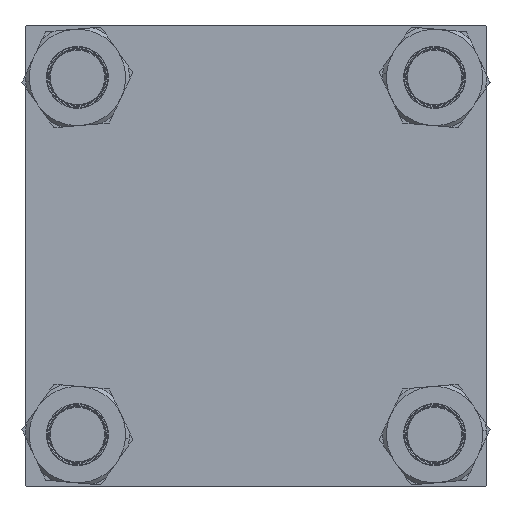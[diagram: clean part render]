
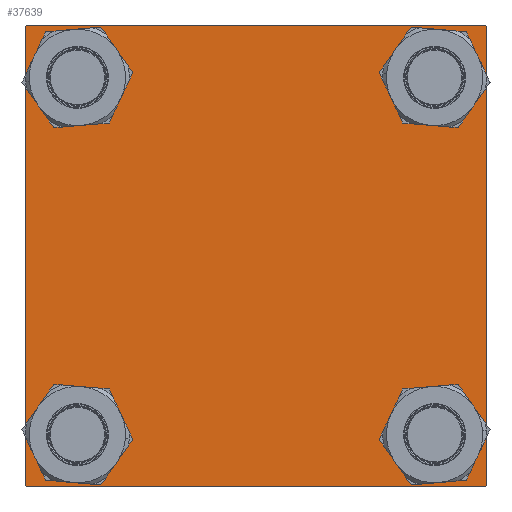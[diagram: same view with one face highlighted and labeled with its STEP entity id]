
A CAD part, left-side view. The second image highlights one B-rep face of the part: STEP entity #37639.
In plain terms, the highlighted planar face has unit normal (-1, 0, 0).
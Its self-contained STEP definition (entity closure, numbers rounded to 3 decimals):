
#106 = VECTOR ( 'NONE', #25266, 1000. ) ;
#405 = VERTEX_POINT ( 'NONE', #29652 ) ;
#464 = VERTEX_POINT ( 'NONE', #34848 ) ;
#800 = VERTEX_POINT ( 'NONE', #19819 ) ;
#1038 = DIRECTION ( 'NONE',  ( 0., 0., -1. ) ) ;
#1155 = VERTEX_POINT ( 'NONE', #25520 ) ;
#1217 = EDGE_CURVE ( 'NONE', #464, #25694, #55198, .T. ) ;
#1356 = VERTEX_POINT ( 'NONE', #21960 ) ;
#1731 = VECTOR ( 'NONE', #29437, 1000. ) ;
#3059 = FACE_OUTER_BOUND ( 'NONE', #44546, .T. ) ;
#3649 = CARTESIAN_POINT ( 'NONE',  ( 0., -122., -122.5 ) ) ;
#3719 = VERTEX_POINT ( 'NONE', #3649 ) ;
#3808 = CIRCLE ( 'NONE', #8409, 15.5 ) ;
#3852 = DIRECTION ( 'NONE',  ( 1., 0., 0. ) ) ;
#3941 = EDGE_CURVE ( 'NONE', #33864, #27677, #38594, .T. ) ;
#4505 = VERTEX_POINT ( 'NONE', #17745 ) ;
#4592 = ORIENTED_EDGE ( 'NONE', *, *, #24064, .T. ) ;
#4614 = CARTESIAN_POINT ( 'NONE',  ( 0., -95.1, -95.1 ) ) ;
#4900 = DIRECTION ( 'NONE',  ( 1., 0., 0. ) ) ;
#5097 = VERTEX_POINT ( 'NONE', #34437 ) ;
#5251 = DIRECTION ( 'NONE',  ( 0., 0.707, -0.707 ) ) ;
#5380 = DIRECTION ( 'NONE',  ( 1., 0., 0. ) ) ;
#5388 = DIRECTION ( 'NONE',  ( 0., -0.707, -0.707 ) ) ;
#5433 = CARTESIAN_POINT ( 'NONE',  ( 0., -122.25, 122.25 ) ) ;
#5516 = VECTOR ( 'NONE', #33960, 1000. ) ;
#5711 = DIRECTION ( 'NONE',  ( 0., 0.707, 0.707 ) ) ;
#6753 = AXIS2_PLACEMENT_3D ( 'NONE', #20368, #14870, #32574 ) ;
#6838 = CARTESIAN_POINT ( 'NONE',  ( 0., -122.5, 122.5 ) ) ;
#7396 = DIRECTION ( 'NONE',  ( 1., 0., 0. ) ) ;
#8409 = AXIS2_PLACEMENT_3D ( 'NONE', #35556, #44545, #43957 ) ;
#8869 = DIRECTION ( 'NONE',  ( 1., 0., 0. ) ) ;
#8927 = LINE ( 'NONE', #5433, #53631 ) ;
#9279 = EDGE_CURVE ( 'NONE', #27677, #33864, #33201, .T. ) ;
#9741 = CARTESIAN_POINT ( 'NONE',  ( 0., -95.1, -95.1 ) ) ;
#9756 = LINE ( 'NONE', #28604, #51143 ) ;
#10579 = ORIENTED_EDGE ( 'NONE', *, *, #18464, .T. ) ;
#11033 = DIRECTION ( 'NONE',  ( 0., 0., 1. ) ) ;
#11642 = ORIENTED_EDGE ( 'NONE', *, *, #22708, .T. ) ;
#12665 = EDGE_CURVE ( 'NONE', #25694, #464, #53597, .T. ) ;
#12854 = CARTESIAN_POINT ( 'NONE',  ( 0., -95.1, 95.1 ) ) ;
#12937 = DIRECTION ( 'NONE',  ( 0., 0., 1. ) ) ;
#13555 = VECTOR ( 'NONE', #5251, 1000. ) ;
#13682 = CARTESIAN_POINT ( 'NONE',  ( 0., 122.25, 122.25 ) ) ;
#14389 = VERTEX_POINT ( 'NONE', #53113 ) ;
#14662 = EDGE_CURVE ( 'NONE', #44345, #22292, #23991, .T. ) ;
#14687 = AXIS2_PLACEMENT_3D ( 'NONE', #12854, #3852, #29995 ) ;
#14870 = DIRECTION ( 'NONE',  ( 1., 0., 0. ) ) ;
#15387 = EDGE_CURVE ( 'NONE', #44345, #40940, #8927, .T. ) ;
#15605 = ORIENTED_EDGE ( 'NONE', *, *, #14662, .F. ) ;
#16258 = CARTESIAN_POINT ( 'NONE',  ( 0., 122.5, -122.5 ) ) ;
#16651 = LINE ( 'NONE', #21572, #1731 ) ;
#16743 = CARTESIAN_POINT ( 'NONE',  ( 0., -122.5, -122. ) ) ;
#17417 = VERTEX_POINT ( 'NONE', #57377 ) ;
#17745 = CARTESIAN_POINT ( 'NONE',  ( 0., 95.1, -79.6 ) ) ;
#17826 = CIRCLE ( 'NONE', #46533, 15.5 ) ;
#18464 = EDGE_CURVE ( 'NONE', #5097, #3719, #20330, .T. ) ;
#19819 = CARTESIAN_POINT ( 'NONE',  ( 0., 95.1, 79.6 ) ) ;
#19913 = DIRECTION ( 'NONE',  ( -1., 0., 0. ) ) ;
#20010 = EDGE_LOOP ( 'NONE', ( #32843, #33920 ) ) ;
#20055 = LINE ( 'NONE', #20345, #106 ) ;
#20106 = EDGE_CURVE ( 'NONE', #1155, #40940, #20055, .T. ) ;
#20330 = LINE ( 'NONE', #16258, #5516 ) ;
#20345 = CARTESIAN_POINT ( 'NONE',  ( 0., 122.5, 122.5 ) ) ;
#20368 = CARTESIAN_POINT ( 'NONE',  ( 0., 95.1, 95.1 ) ) ;
#20770 = CARTESIAN_POINT ( 'NONE',  ( 0., 0., 0. ) ) ;
#20785 = EDGE_LOOP ( 'NONE', ( #21489, #49014 ) ) ;
#21489 = ORIENTED_EDGE ( 'NONE', *, *, #3941, .T. ) ;
#21512 = EDGE_CURVE ( 'NONE', #17417, #405, #9756, .T. ) ;
#21572 = CARTESIAN_POINT ( 'NONE',  ( 0., -122.25, -122.25 ) ) ;
#21960 = CARTESIAN_POINT ( 'NONE',  ( 0., 95.1, -110.6 ) ) ;
#22292 = VERTEX_POINT ( 'NONE', #16743 ) ;
#22619 = DIRECTION ( 'NONE',  ( 0., 0., 1. ) ) ;
#22708 = EDGE_CURVE ( 'NONE', #1356, #4505, #36240, .T. ) ;
#23107 = LINE ( 'NONE', #39741, #28474 ) ;
#23991 = LINE ( 'NONE', #6838, #35105 ) ;
#24064 = EDGE_CURVE ( 'NONE', #4505, #1356, #3808, .T. ) ;
#24076 = CARTESIAN_POINT ( 'NONE',  ( 0., -95.1, -110.6 ) ) ;
#25124 = FACE_BOUND ( 'NONE', #20010, .T. ) ;
#25266 = DIRECTION ( 'NONE',  ( 0., -1., 0. ) ) ;
#25520 = CARTESIAN_POINT ( 'NONE',  ( 0., 122., 122.5 ) ) ;
#25694 = VERTEX_POINT ( 'NONE', #24076 ) ;
#27677 = VERTEX_POINT ( 'NONE', #57148 ) ;
#27858 = AXIS2_PLACEMENT_3D ( 'NONE', #47449, #7396, #48016 ) ;
#28054 = FACE_BOUND ( 'NONE', #20785, .T. ) ;
#28474 = VECTOR ( 'NONE', #5388, 1000. ) ;
#28604 = CARTESIAN_POINT ( 'NONE',  ( 0., 122.5, 122.5 ) ) ;
#29437 = DIRECTION ( 'NONE',  ( 0., -0.707, 0.707 ) ) ;
#29489 = FACE_BOUND ( 'NONE', #43958, .T. ) ;
#29652 = CARTESIAN_POINT ( 'NONE',  ( 0., 122.5, -122. ) ) ;
#29995 = DIRECTION ( 'NONE',  ( 0., 0., 1. ) ) ;
#30455 = EDGE_CURVE ( 'NONE', #14389, #800, #56769, .T. ) ;
#30932 = ORIENTED_EDGE ( 'NONE', *, *, #44263, .T. ) ;
#32574 = DIRECTION ( 'NONE',  ( 0., 0., 1. ) ) ;
#32843 = ORIENTED_EDGE ( 'NONE', *, *, #1217, .T. ) ;
#33126 = ORIENTED_EDGE ( 'NONE', *, *, #47860, .T. ) ;
#33201 = CIRCLE ( 'NONE', #14687, 15.5 ) ;
#33864 = VERTEX_POINT ( 'NONE', #48723 ) ;
#33920 = ORIENTED_EDGE ( 'NONE', *, *, #12665, .T. ) ;
#33960 = DIRECTION ( 'NONE',  ( 0., -1., 0. ) ) ;
#34437 = CARTESIAN_POINT ( 'NONE',  ( 0., 122., -122.5 ) ) ;
#34848 = CARTESIAN_POINT ( 'NONE',  ( 0., -95.1, -79.6 ) ) ;
#35105 = VECTOR ( 'NONE', #37628, 1000. ) ;
#35556 = CARTESIAN_POINT ( 'NONE',  ( 0., 95.1, -95.1 ) ) ;
#36240 = CIRCLE ( 'NONE', #27858, 15.5 ) ;
#36447 = DIRECTION ( 'NONE',  ( 0., 0., 1. ) ) ;
#36526 = ORIENTED_EDGE ( 'NONE', *, *, #30455, .T. ) ;
#37628 = DIRECTION ( 'NONE',  ( 0., 0., -1. ) ) ;
#37639 = ADVANCED_FACE ( 'NONE', ( #28054, #25124, #42824, #29489, #3059 ), #42254, .T. ) ;
#38594 = CIRCLE ( 'NONE', #41373, 15.5 ) ;
#39741 = CARTESIAN_POINT ( 'NONE',  ( 0., 122.25, -122.25 ) ) ;
#40940 = VERTEX_POINT ( 'NONE', #42224 ) ;
#41145 = ORIENTED_EDGE ( 'NONE', *, *, #20106, .F. ) ;
#41373 = AXIS2_PLACEMENT_3D ( 'NONE', #44576, #8869, #12937 ) ;
#41540 = AXIS2_PLACEMENT_3D ( 'NONE', #9741, #5380, #36447 ) ;
#42224 = CARTESIAN_POINT ( 'NONE',  ( 0., -122., 122.5 ) ) ;
#42254 = PLANE ( 'NONE',  #49649 ) ;
#42653 = DIRECTION ( 'NONE',  ( 1., 0., 0. ) ) ;
#42824 = FACE_BOUND ( 'NONE', #57293, .T. ) ;
#43957 = DIRECTION ( 'NONE',  ( 0., 0., 1. ) ) ;
#43958 = EDGE_LOOP ( 'NONE', ( #36526, #55457 ) ) ;
#44263 = EDGE_CURVE ( 'NONE', #1155, #17417, #53444, .T. ) ;
#44345 = VERTEX_POINT ( 'NONE', #45313 ) ;
#44545 = DIRECTION ( 'NONE',  ( 1., 0., 0. ) ) ;
#44546 = EDGE_LOOP ( 'NONE', ( #57093, #33126, #10579, #49624, #15605, #47504, #41145, #30932 ) ) ;
#44576 = CARTESIAN_POINT ( 'NONE',  ( 0., -95.1, 95.1 ) ) ;
#45313 = CARTESIAN_POINT ( 'NONE',  ( 0., -122.5, 122. ) ) ;
#46533 = AXIS2_PLACEMENT_3D ( 'NONE', #55691, #42653, #11033 ) ;
#47449 = CARTESIAN_POINT ( 'NONE',  ( 0., 95.1, -95.1 ) ) ;
#47504 = ORIENTED_EDGE ( 'NONE', *, *, #15387, .T. ) ;
#47860 = EDGE_CURVE ( 'NONE', #405, #5097, #23107, .T. ) ;
#48016 = DIRECTION ( 'NONE',  ( 0., 0., 1. ) ) ;
#48723 = CARTESIAN_POINT ( 'NONE',  ( 0., -95.1, 110.6 ) ) ;
#49014 = ORIENTED_EDGE ( 'NONE', *, *, #9279, .T. ) ;
#49624 = ORIENTED_EDGE ( 'NONE', *, *, #52111, .T. ) ;
#49649 = AXIS2_PLACEMENT_3D ( 'NONE', #20770, #19913, #55582 ) ;
#51143 = VECTOR ( 'NONE', #1038, 1000. ) ;
#52111 = EDGE_CURVE ( 'NONE', #3719, #22292, #16651, .T. ) ;
#53113 = CARTESIAN_POINT ( 'NONE',  ( 0., 95.1, 110.6 ) ) ;
#53444 = LINE ( 'NONE', #13682, #13555 ) ;
#53597 = CIRCLE ( 'NONE', #41540, 15.5 ) ;
#53631 = VECTOR ( 'NONE', #5711, 1000. ) ;
#55198 = CIRCLE ( 'NONE', #56080, 15.5 ) ;
#55457 = ORIENTED_EDGE ( 'NONE', *, *, #57072, .T. ) ;
#55582 = DIRECTION ( 'NONE',  ( 0., 0., 1. ) ) ;
#55691 = CARTESIAN_POINT ( 'NONE',  ( 0., 95.1, 95.1 ) ) ;
#56080 = AXIS2_PLACEMENT_3D ( 'NONE', #4614, #4900, #22619 ) ;
#56769 = CIRCLE ( 'NONE', #6753, 15.5 ) ;
#57072 = EDGE_CURVE ( 'NONE', #800, #14389, #17826, .T. ) ;
#57093 = ORIENTED_EDGE ( 'NONE', *, *, #21512, .T. ) ;
#57148 = CARTESIAN_POINT ( 'NONE',  ( 0., -95.1, 79.6 ) ) ;
#57293 = EDGE_LOOP ( 'NONE', ( #4592, #11642 ) ) ;
#57377 = CARTESIAN_POINT ( 'NONE',  ( 0., 122.5, 122. ) ) ;
